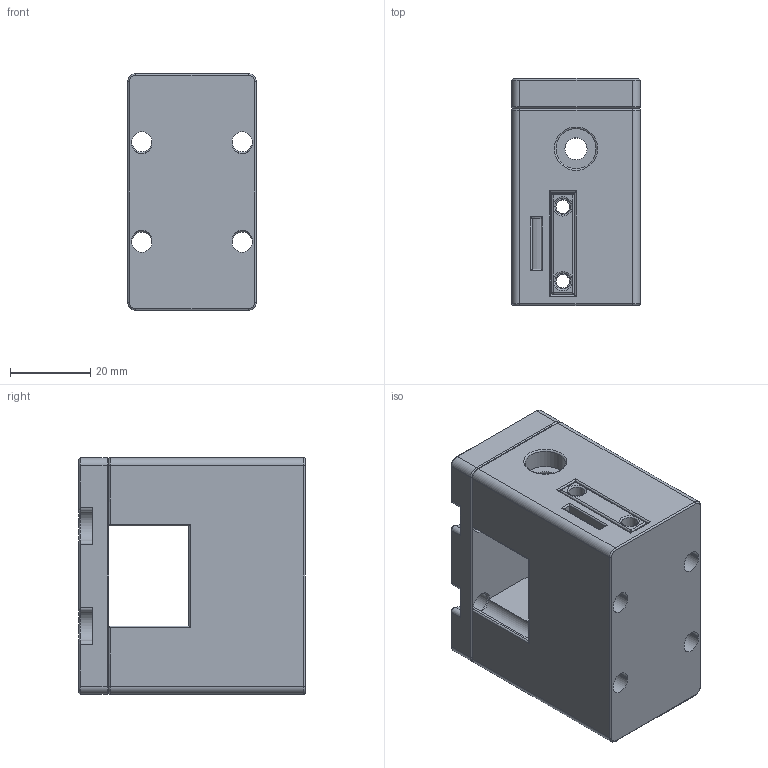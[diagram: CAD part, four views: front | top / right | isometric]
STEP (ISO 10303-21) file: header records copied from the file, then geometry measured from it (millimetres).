
FILE_DESCRIPTION(/* description */ (''),/* implementation_level */ '2;1');
FILE_NAME(/* name */ 'B-Y_Carriage_Tensioner_MGN15_2020_2-X.stp',/* time_stamp */ '2020-12-31T15:18:13-08:00',/* author */ (''),/* organization */ (''),/* preprocessor_version */ 'ST-DEVELOPER v18.1',/* originating_system */ 'Autodesk Translation Framework v9.7.0.1280',/* authorisation */ '');
FILE_SCHEMA (('AUTOMOTIVE_DESIGN { 1 0 10303 214 3 1 1 }'));
Length unit declared in the file: millimetre
Products named in the file (1): FusionComponent
Bounding box: 32 x 56.5 x 59 mm (x, y, z)
Volume: 77767.9 mm3; surface area: 26177.2 mm2
Topology: 3 solids, 3 shells, 242 faces, 594 edges, 351 vertices
Faces by surface type: cylinder 101, plane 91, cone 28, torus 16, sphere 6
Full cylindrical faces by diameter (mm): 3.4 x2, 4 x2, 5 x4, 5.5 x2, 6.5 x2, 10 x2
Entity records: 7148 total; most frequent: DIRECTION 1313, ORIENTED_EDGE 1188, CARTESIAN_POINT 1188, EDGE_CURVE 594, AXIS2_PLACEMENT_3D 476, LINE 361, VECTOR 361, VERTEX_POINT 351
